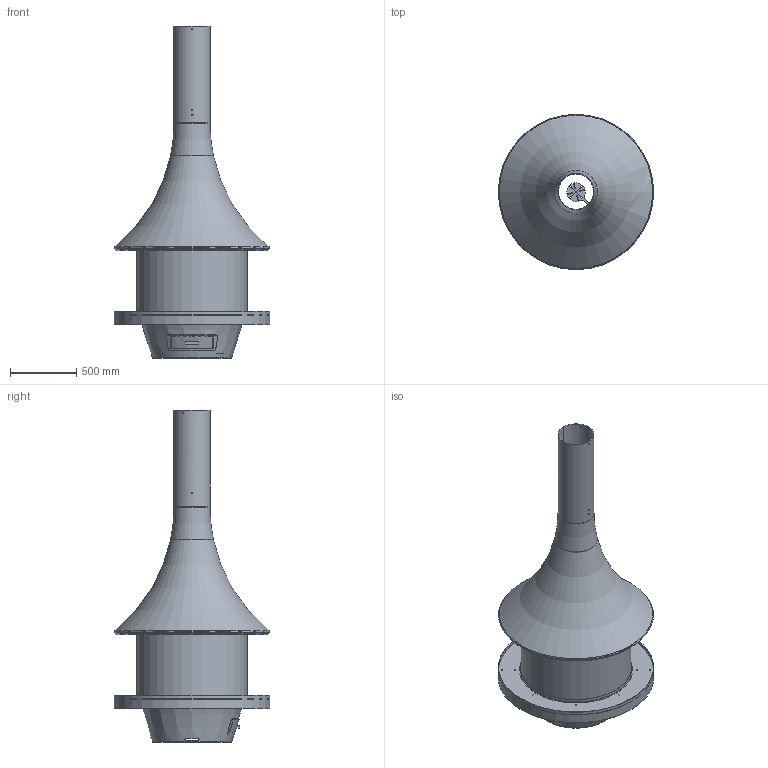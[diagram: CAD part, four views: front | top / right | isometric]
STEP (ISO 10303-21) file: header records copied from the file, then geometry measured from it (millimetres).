
FILE_DESCRIPTION(('STEP AP214'),'1');
FILE_NAME('.stp','2016-12-08T11:13:56',(' '),(' '),'Spatial InterOp 3D',' ',' ');
FILE_SCHEMA(('automotive_design'));
Length unit declared in the file: millimetre
Products named in the file (15): Pièce Cedric 2784; Hotte 992 Centrale F.F; Hotte.Forme 2; hotte (Conduit); Hotte; Socle 992 Central; Poignée tiroir; Façade tiroir; Rail repoussé; Bandeau extérieur; Plateau briques; Cône grille; Palette A.A.F; Cône repoussé
Assembly tree (14 placements, depth 3):
  (unnamed)
    Pièce Cedric 2784
    Hotte 992 Centrale F.F
      Hotte.Forme 2
      hotte (Conduit)
      Hotte
    Socle 992 Central
      Poignée tiroir
      Façade tiroir
      Rail repoussé
      Bandeau extérieur
      Plateau briques
      Cône grille
      Palette A.A.F
      Cône repoussé
Bounding box: 1175 x 1175 x 2510 mm (x, y, z)
Volume: 18832989.7 mm3; surface area: 13449662 mm2
Topology: 12 solids, 22 shells, 351 faces, 1001 edges, 685 vertices
Faces by surface type: plane 238, cylinder 78, cone 17, torus 12, bspline 6
Full cylindrical faces by diameter (mm): 6 x1, 7.2 x4, 8 x3, 10 x3, 267 x1, 268 x1, 273 x2, 571 x1, 612.727 x1, 816 x1, 820 x1, 824 x1, 832 x1, 844 x1, 848 x1, 860 x1, 1170 x2, 1175 x1
Entity records: 16350 total; most frequent: CARTESIAN_POINT 4268, ORIENTED_EDGE 1812, DIRECTION 1694, EDGE_CURVE 944, VERTEX_POINT 672, LINE 594, VECTOR 594, AXIS2_PLACEMENT_3D 550
